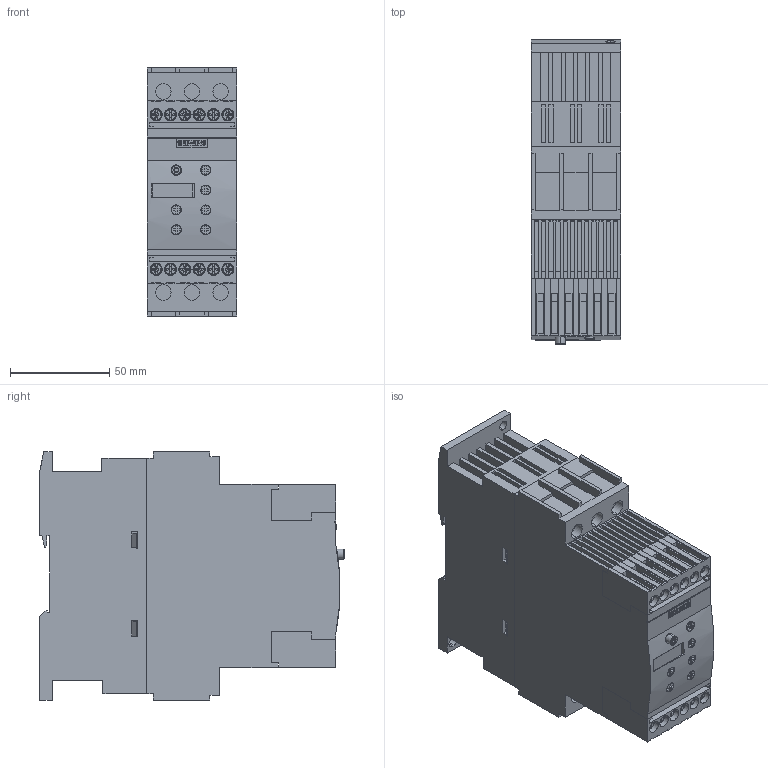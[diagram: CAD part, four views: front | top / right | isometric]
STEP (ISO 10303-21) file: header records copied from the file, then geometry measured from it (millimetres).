
FILE_DESCRIPTION(('no description'),'unknown implementation level');
FILE_NAME('3RW40281BB04.STEP',' ',('CADClick, version 2.3.8, www.CADClick.com, licensed to SIEMENS A&D'),('ccLab - KiM Gmbh - www.kimweb.de'),'unknown preprocess','ACIS','unknown authorization');
FILE_SCHEMA(('automotive_design'));
Length unit declared in the file: millimetre
Products named in the file (8): 1; 2; 3; 4; 5; 6; 7; 8
Bounding box: 45 x 153 x 125 mm (x, y, z)
Volume: 661005 mm3; surface area: 127165.7 mm2
Topology: 4 solids, 16 shells, 1297 faces, 3590 edges, 2382 vertices
Faces by surface type: plane 988, cylinder 149, torus 88, cone 72
Entity records: 82481 total; most frequent: CARTESIAN_POINT 8999, STYLED_ITEM 7181, PRESENTATION_STYLE_ASSIGNMENT 7181, COLOUR_RGB 7181, ORIENTED_EDGE 7132, DIRECTION 6712, EDGE_CURVE 3590, CURVE_STYLE 3542
